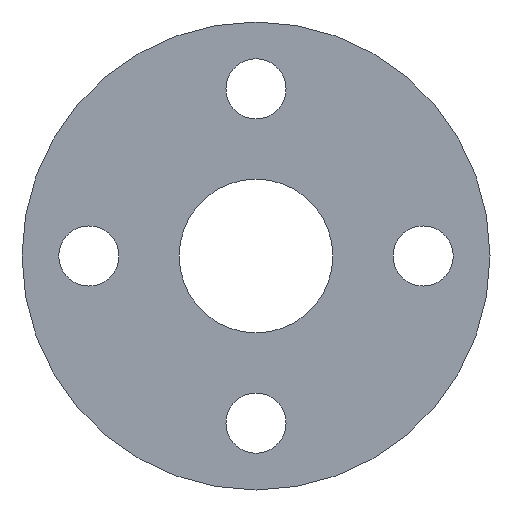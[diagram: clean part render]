
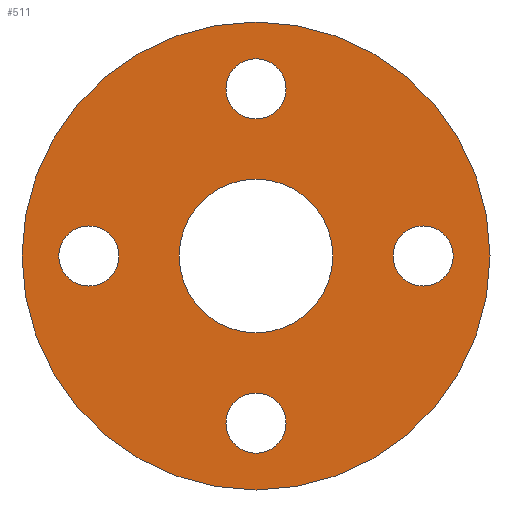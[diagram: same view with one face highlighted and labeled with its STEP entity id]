
A CAD part, front view. The second image highlights one B-rep face of the part: STEP entity #511.
In plain terms, the highlighted planar face has unit normal (0, -1, 0).
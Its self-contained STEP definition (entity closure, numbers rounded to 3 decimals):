
#4 = CIRCLE ( 'NONE', #116, 9. ) ;
#5 = EDGE_LOOP ( 'NONE', ( #94, #300 ) ) ;
#13 = FACE_BOUND ( 'NONE', #587, .T. ) ;
#18 = CARTESIAN_POINT ( 'NONE',  ( 0., 0., -70. ) ) ;
#28 = DIRECTION ( 'NONE',  ( 0., 0., 1. ) ) ;
#37 = AXIS2_PLACEMENT_3D ( 'NONE', #282, #404, #451 ) ;
#40 = CARTESIAN_POINT ( 'NONE',  ( 0., 0., -23. ) ) ;
#43 = EDGE_LOOP ( 'NONE', ( #406, #211 ) ) ;
#48 = CIRCLE ( 'NONE', #565, 23. ) ;
#55 = CARTESIAN_POINT ( 'NONE',  ( 0., 0., 0. ) ) ;
#66 = CIRCLE ( 'NONE', #448, 70. ) ;
#70 = CARTESIAN_POINT ( 'NONE',  ( 0., 0., 0. ) ) ;
#71 = DIRECTION ( 'NONE',  ( 0., -1., 0. ) ) ;
#91 = AXIS2_PLACEMENT_3D ( 'NONE', #145, #508, #513 ) ;
#94 = ORIENTED_EDGE ( 'NONE', *, *, #169, .F. ) ;
#98 = EDGE_CURVE ( 'NONE', #455, #215, #4, .T. ) ;
#102 = CARTESIAN_POINT ( 'NONE',  ( -50., 0., 0. ) ) ;
#103 = DIRECTION ( 'NONE',  ( 0., -1., 0. ) ) ;
#113 = CARTESIAN_POINT ( 'NONE',  ( 50., 0., 0. ) ) ;
#115 = ORIENTED_EDGE ( 'NONE', *, *, #443, .T. ) ;
#116 = AXIS2_PLACEMENT_3D ( 'NONE', #253, #249, #480 ) ;
#128 = VERTEX_POINT ( 'NONE', #322 ) ;
#136 = ORIENTED_EDGE ( 'NONE', *, *, #364, .F. ) ;
#144 = CARTESIAN_POINT ( 'NONE',  ( 0., 0., 23. ) ) ;
#145 = CARTESIAN_POINT ( 'NONE',  ( 50., 0., 0. ) ) ;
#152 = CARTESIAN_POINT ( 'NONE',  ( 0., 0., 59. ) ) ;
#157 = ORIENTED_EDGE ( 'NONE', *, *, #232, .F. ) ;
#162 = CIRCLE ( 'NONE', #584, 23. ) ;
#167 = VERTEX_POINT ( 'NONE', #152 ) ;
#168 = ORIENTED_EDGE ( 'NONE', *, *, #262, .F. ) ;
#169 = EDGE_CURVE ( 'NONE', #504, #203, #398, .T. ) ;
#172 = CIRCLE ( 'NONE', #465, 70. ) ;
#174 = EDGE_CURVE ( 'NONE', #359, #225, #162, .T. ) ;
#178 = CIRCLE ( 'NONE', #496, 9. ) ;
#187 = FACE_OUTER_BOUND ( 'NONE', #218, .T. ) ;
#190 = FACE_BOUND ( 'NONE', #5, .T. ) ;
#192 = CARTESIAN_POINT ( 'NONE',  ( -50., 0., -9. ) ) ;
#203 = VERTEX_POINT ( 'NONE', #374 ) ;
#211 = ORIENTED_EDGE ( 'NONE', *, *, #306, .F. ) ;
#215 = VERTEX_POINT ( 'NONE', #412 ) ;
#218 = EDGE_LOOP ( 'NONE', ( #136, #157 ) ) ;
#222 = DIRECTION ( 'NONE',  ( 0., 0., 1. ) ) ;
#225 = VERTEX_POINT ( 'NONE', #144 ) ;
#231 = CIRCLE ( 'NONE', #549, 9. ) ;
#232 = EDGE_CURVE ( 'NONE', #540, #555, #172, .T. ) ;
#235 = CARTESIAN_POINT ( 'NONE',  ( 0., 0., 70. ) ) ;
#236 = DIRECTION ( 'NONE',  ( 0., 1., 0. ) ) ;
#241 = DIRECTION ( 'NONE',  ( 0., 1., 0. ) ) ;
#246 = CARTESIAN_POINT ( 'NONE',  ( 0., 0., 0. ) ) ;
#249 = DIRECTION ( 'NONE',  ( 0., -1., 0. ) ) ;
#253 = CARTESIAN_POINT ( 'NONE',  ( 0., 0., -50. ) ) ;
#262 = EDGE_CURVE ( 'NONE', #167, #128, #231, .T. ) ;
#274 = FACE_BOUND ( 'NONE', #43, .T. ) ;
#275 = DIRECTION ( 'NONE',  ( 0., -1., 0. ) ) ;
#279 = CIRCLE ( 'NONE', #37, 9. ) ;
#282 = CARTESIAN_POINT ( 'NONE',  ( -50., 0., 0. ) ) ;
#287 = DIRECTION ( 'NONE',  ( 0., 0., 1. ) ) ;
#300 = ORIENTED_EDGE ( 'NONE', *, *, #428, .F. ) ;
#303 = ORIENTED_EDGE ( 'NONE', *, *, #489, .F. ) ;
#306 = EDGE_CURVE ( 'NONE', #215, #455, #414, .T. ) ;
#312 = DIRECTION ( 'NONE',  ( 0., -1., 0. ) ) ;
#314 = CIRCLE ( 'NONE', #580, 9. ) ;
#322 = CARTESIAN_POINT ( 'NONE',  ( 0., 0., 41. ) ) ;
#325 = DIRECTION ( 'NONE',  ( 0., 1., 0. ) ) ;
#335 = VERTEX_POINT ( 'NONE', #192 ) ;
#336 = AXIS2_PLACEMENT_3D ( 'NONE', #558, #103, #507 ) ;
#338 = CARTESIAN_POINT ( 'NONE',  ( 0., 0., -59. ) ) ;
#340 = CIRCLE ( 'NONE', #405, 9. ) ;
#341 = VERTEX_POINT ( 'NONE', #372 ) ;
#343 = EDGE_CURVE ( 'NONE', #341, #335, #178, .T. ) ;
#355 = ORIENTED_EDGE ( 'NONE', *, *, #449, .F. ) ;
#359 = VERTEX_POINT ( 'NONE', #40 ) ;
#364 = EDGE_CURVE ( 'NONE', #555, #540, #66, .T. ) ;
#368 = PLANE ( 'NONE',  #336 ) ;
#372 = CARTESIAN_POINT ( 'NONE',  ( -50., 0., 9. ) ) ;
#374 = CARTESIAN_POINT ( 'NONE',  ( 50., 0., 9. ) ) ;
#376 = DIRECTION ( 'NONE',  ( 0., 0., 1. ) ) ;
#390 = AXIS2_PLACEMENT_3D ( 'NONE', #466, #503, #557 ) ;
#398 = CIRCLE ( 'NONE', #91, 9. ) ;
#402 = ORIENTED_EDGE ( 'NONE', *, *, #343, .F. ) ;
#404 = DIRECTION ( 'NONE',  ( 0., -1., 0. ) ) ;
#405 = AXIS2_PLACEMENT_3D ( 'NONE', #113, #71, #469 ) ;
#406 = ORIENTED_EDGE ( 'NONE', *, *, #98, .F. ) ;
#412 = CARTESIAN_POINT ( 'NONE',  ( 0., 0., -41. ) ) ;
#414 = CIRCLE ( 'NONE', #390, 9. ) ;
#418 = DIRECTION ( 'NONE',  ( 0., 0., -1. ) ) ;
#428 = EDGE_CURVE ( 'NONE', #203, #504, #340, .T. ) ;
#443 = EDGE_CURVE ( 'NONE', #225, #359, #48, .T. ) ;
#448 = AXIS2_PLACEMENT_3D ( 'NONE', #473, #583, #376 ) ;
#449 = EDGE_CURVE ( 'NONE', #128, #167, #314, .T. ) ;
#451 = DIRECTION ( 'NONE',  ( 0., 0., -1. ) ) ;
#455 = VERTEX_POINT ( 'NONE', #338 ) ;
#458 = CARTESIAN_POINT ( 'NONE',  ( 0., 0., 50. ) ) ;
#461 = DIRECTION ( 'NONE',  ( 0., 0., -1. ) ) ;
#465 = AXIS2_PLACEMENT_3D ( 'NONE', #55, #325, #222 ) ;
#466 = CARTESIAN_POINT ( 'NONE',  ( 0., 0., -50. ) ) ;
#468 = CARTESIAN_POINT ( 'NONE',  ( 50., 0., -9. ) ) ;
#469 = DIRECTION ( 'NONE',  ( 0., 0., -1. ) ) ;
#473 = CARTESIAN_POINT ( 'NONE',  ( 0., 0., 0. ) ) ;
#475 = ORIENTED_EDGE ( 'NONE', *, *, #174, .T. ) ;
#480 = DIRECTION ( 'NONE',  ( 0., 0., -1. ) ) ;
#489 = EDGE_CURVE ( 'NONE', #335, #341, #279, .T. ) ;
#491 = EDGE_LOOP ( 'NONE', ( #303, #402 ) ) ;
#496 = AXIS2_PLACEMENT_3D ( 'NONE', #102, #275, #461 ) ;
#503 = DIRECTION ( 'NONE',  ( 0., -1., 0. ) ) ;
#504 = VERTEX_POINT ( 'NONE', #468 ) ;
#507 = DIRECTION ( 'NONE',  ( 0., 0., -1. ) ) ;
#508 = DIRECTION ( 'NONE',  ( 0., -1., 0. ) ) ;
#511 = ADVANCED_FACE ( 'NONE', ( #190, #516, #550, #274, #13, #187 ), #368, .T. ) ;
#513 = DIRECTION ( 'NONE',  ( 0., 0., -1. ) ) ;
#516 = FACE_BOUND ( 'NONE', #517, .T. ) ;
#517 = EDGE_LOOP ( 'NONE', ( #355, #168 ) ) ;
#522 = DIRECTION ( 'NONE',  ( 0., -1., 0. ) ) ;
#540 = VERTEX_POINT ( 'NONE', #18 ) ;
#549 = AXIS2_PLACEMENT_3D ( 'NONE', #458, #312, #418 ) ;
#550 = FACE_BOUND ( 'NONE', #491, .T. ) ;
#555 = VERTEX_POINT ( 'NONE', #235 ) ;
#557 = DIRECTION ( 'NONE',  ( 0., 0., -1. ) ) ;
#558 = CARTESIAN_POINT ( 'NONE',  ( 0., 0., 70. ) ) ;
#565 = AXIS2_PLACEMENT_3D ( 'NONE', #246, #241, #28 ) ;
#576 = CARTESIAN_POINT ( 'NONE',  ( 0., 0., 50. ) ) ;
#579 = DIRECTION ( 'NONE',  ( 0., 0., -1. ) ) ;
#580 = AXIS2_PLACEMENT_3D ( 'NONE', #576, #522, #579 ) ;
#583 = DIRECTION ( 'NONE',  ( 0., 1., 0. ) ) ;
#584 = AXIS2_PLACEMENT_3D ( 'NONE', #70, #236, #287 ) ;
#587 = EDGE_LOOP ( 'NONE', ( #115, #475 ) ) ;
